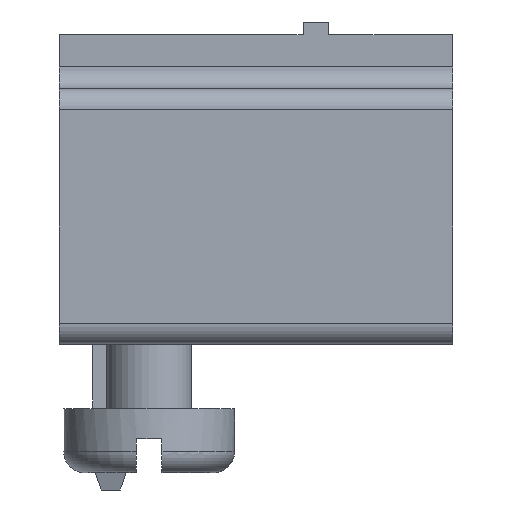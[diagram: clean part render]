
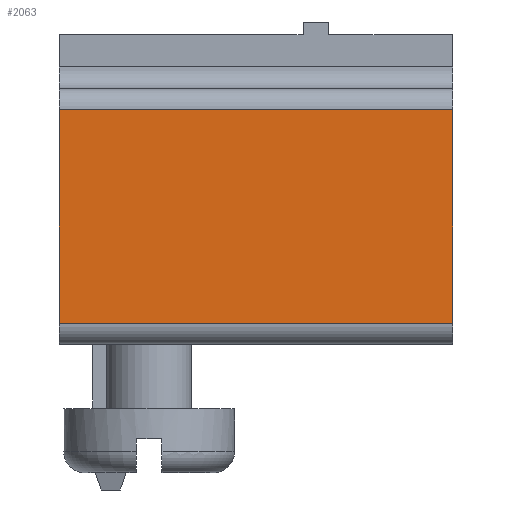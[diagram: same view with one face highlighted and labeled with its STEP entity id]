
A CAD part, left-side view. The second image highlights one B-rep face of the part: STEP entity #2063.
In plain terms, the highlighted planar face has unit normal (-1, 0, 0).
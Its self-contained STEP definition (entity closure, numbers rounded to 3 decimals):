
#32 = PLANE('',#33);
#33 = AXIS2_PLACEMENT_3D('',#34,#35,#36);
#34 = CARTESIAN_POINT('',(-7.1,1.2,0.));
#35 = DIRECTION('',(0.,1.,0.));
#36 = DIRECTION('',(-1.,0.,0.));
#57 = VERTEX_POINT('',#58);
#58 = CARTESIAN_POINT('',(-7.1,1.2,0.5));
#73 = CYLINDRICAL_SURFACE('',#74,0.5);
#74 = AXIS2_PLACEMENT_3D('',#75,#76,#77);
#75 = CARTESIAN_POINT('',(-6.6,1.2,0.5));
#76 = DIRECTION('',(0.,-1.,0.));
#77 = DIRECTION('',(0.,0.,-1.));
#85 = EDGE_CURVE('',#86,#57,#88,.T.);
#86 = VERTEX_POINT('',#87);
#87 = CARTESIAN_POINT('',(-7.1,1.2,5.5));
#88 = SURFACE_CURVE('',#89,(#93,#100),.PCURVE_S1.);
#89 = LINE('',#90,#91);
#90 = CARTESIAN_POINT('',(-7.1,1.2,6.));
#91 = VECTOR('',#92,1.);
#92 = DIRECTION('',(0.,0.,-1.));
#93 = PCURVE('',#32,#94);
#94 = DEFINITIONAL_REPRESENTATION('',(#95),#99);
#95 = LINE('',#96,#97);
#96 = CARTESIAN_POINT('',(0.,6.));
#97 = VECTOR('',#98,1.);
#98 = DIRECTION('',(0.,-1.));
#99 = ( GEOMETRIC_REPRESENTATION_CONTEXT(2)
PARAMETRIC_REPRESENTATION_CONTEXT() REPRESENTATION_CONTEXT('2D SPACE',''
) );
#100 = PCURVE('',#101,#106);
#101 = PLANE('',#102);
#102 = AXIS2_PLACEMENT_3D('',#103,#104,#105);
#103 = CARTESIAN_POINT('',(-7.1,1.2,6.));
#104 = DIRECTION('',(1.,0.,0.));
#105 = DIRECTION('',(0.,0.,-1.));
#106 = DEFINITIONAL_REPRESENTATION('',(#107),#111);
#107 = LINE('',#108,#109);
#108 = CARTESIAN_POINT('',(0.,0.));
#109 = VECTOR('',#110,1.);
#110 = DIRECTION('',(1.,0.));
#111 = ( GEOMETRIC_REPRESENTATION_CONTEXT(2)
PARAMETRIC_REPRESENTATION_CONTEXT() REPRESENTATION_CONTEXT('2D SPACE',''
) );
#134 = CYLINDRICAL_SURFACE('',#135,0.5);
#135 = AXIS2_PLACEMENT_3D('',#136,#137,#138);
#136 = CARTESIAN_POINT('',(-6.6,1.2,5.5));
#137 = DIRECTION('',(0.,-1.,0.));
#138 = DIRECTION('',(0.,0.,1.));
#479 = PLANE('',#480);
#480 = AXIS2_PLACEMENT_3D('',#481,#482,#483);
#481 = CARTESIAN_POINT('',(-7.1,-8.,0.));
#482 = DIRECTION('',(0.,1.,0.));
#483 = DIRECTION('',(-1.,0.,0.));
#1964 = EDGE_CURVE('',#57,#1965,#1967,.T.);
#1965 = VERTEX_POINT('',#1966);
#1966 = CARTESIAN_POINT('',(-7.1,-8.,0.5));
#1967 = SURFACE_CURVE('',#1968,(#1972,#1979),.PCURVE_S1.);
#1968 = LINE('',#1969,#1970);
#1969 = CARTESIAN_POINT('',(-7.1,1.2,0.5));
#1970 = VECTOR('',#1971,1.);
#1971 = DIRECTION('',(0.,-1.,0.));
#1972 = PCURVE('',#73,#1973);
#1973 = DEFINITIONAL_REPRESENTATION('',(#1974),#1978);
#1974 = LINE('',#1975,#1976);
#1975 = CARTESIAN_POINT('',(-1.571,0.));
#1976 = VECTOR('',#1977,1.);
#1977 = DIRECTION('',(0.,1.));
#1978 = ( GEOMETRIC_REPRESENTATION_CONTEXT(2)
PARAMETRIC_REPRESENTATION_CONTEXT() REPRESENTATION_CONTEXT('2D SPACE',''
) );
#1979 = PCURVE('',#101,#1980);
#1980 = DEFINITIONAL_REPRESENTATION('',(#1981),#1985);
#1981 = LINE('',#1982,#1983);
#1982 = CARTESIAN_POINT('',(5.5,0.));
#1983 = VECTOR('',#1984,1.);
#1984 = DIRECTION('',(0.,-1.));
#1985 = ( GEOMETRIC_REPRESENTATION_CONTEXT(2)
PARAMETRIC_REPRESENTATION_CONTEXT() REPRESENTATION_CONTEXT('2D SPACE',''
) );
#2063 = ADVANCED_FACE('',(#2064),#101,.F.);
#2064 = FACE_BOUND('',#2065,.F.);
#2065 = EDGE_LOOP('',(#2066,#2067,#2090,#2111));
#2066 = ORIENTED_EDGE('',*,*,#85,.F.);
#2067 = ORIENTED_EDGE('',*,*,#2068,.T.);
#2068 = EDGE_CURVE('',#86,#2069,#2071,.T.);
#2069 = VERTEX_POINT('',#2070);
#2070 = CARTESIAN_POINT('',(-7.1,-8.,5.5));
#2071 = SURFACE_CURVE('',#2072,(#2076,#2083),.PCURVE_S1.);
#2072 = LINE('',#2073,#2074);
#2073 = CARTESIAN_POINT('',(-7.1,1.2,5.5));
#2074 = VECTOR('',#2075,1.);
#2075 = DIRECTION('',(0.,-1.,0.));
#2076 = PCURVE('',#101,#2077);
#2077 = DEFINITIONAL_REPRESENTATION('',(#2078),#2082);
#2078 = LINE('',#2079,#2080);
#2079 = CARTESIAN_POINT('',(0.5,0.));
#2080 = VECTOR('',#2081,1.);
#2081 = DIRECTION('',(0.,-1.));
#2082 = ( GEOMETRIC_REPRESENTATION_CONTEXT(2)
PARAMETRIC_REPRESENTATION_CONTEXT() REPRESENTATION_CONTEXT('2D SPACE',''
) );
#2083 = PCURVE('',#134,#2084);
#2084 = DEFINITIONAL_REPRESENTATION('',(#2085),#2089);
#2085 = LINE('',#2086,#2087);
#2086 = CARTESIAN_POINT('',(1.571,0.));
#2087 = VECTOR('',#2088,1.);
#2088 = DIRECTION('',(0.,1.));
#2089 = ( GEOMETRIC_REPRESENTATION_CONTEXT(2)
PARAMETRIC_REPRESENTATION_CONTEXT() REPRESENTATION_CONTEXT('2D SPACE',''
) );
#2090 = ORIENTED_EDGE('',*,*,#2091,.T.);
#2091 = EDGE_CURVE('',#2069,#1965,#2092,.T.);
#2092 = SURFACE_CURVE('',#2093,(#2097,#2104),.PCURVE_S1.);
#2093 = LINE('',#2094,#2095);
#2094 = CARTESIAN_POINT('',(-7.1,-8.,6.));
#2095 = VECTOR('',#2096,1.);
#2096 = DIRECTION('',(0.,0.,-1.));
#2097 = PCURVE('',#101,#2098);
#2098 = DEFINITIONAL_REPRESENTATION('',(#2099),#2103);
#2099 = LINE('',#2100,#2101);
#2100 = CARTESIAN_POINT('',(0.,-9.2));
#2101 = VECTOR('',#2102,1.);
#2102 = DIRECTION('',(1.,0.));
#2103 = ( GEOMETRIC_REPRESENTATION_CONTEXT(2)
PARAMETRIC_REPRESENTATION_CONTEXT() REPRESENTATION_CONTEXT('2D SPACE',''
) );
#2104 = PCURVE('',#479,#2105);
#2105 = DEFINITIONAL_REPRESENTATION('',(#2106),#2110);
#2106 = LINE('',#2107,#2108);
#2107 = CARTESIAN_POINT('',(0.,6.));
#2108 = VECTOR('',#2109,1.);
#2109 = DIRECTION('',(0.,-1.));
#2110 = ( GEOMETRIC_REPRESENTATION_CONTEXT(2)
PARAMETRIC_REPRESENTATION_CONTEXT() REPRESENTATION_CONTEXT('2D SPACE',''
) );
#2111 = ORIENTED_EDGE('',*,*,#1964,.F.);
